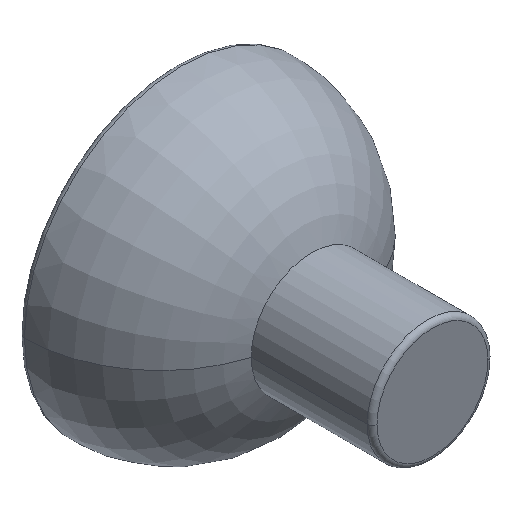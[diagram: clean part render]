
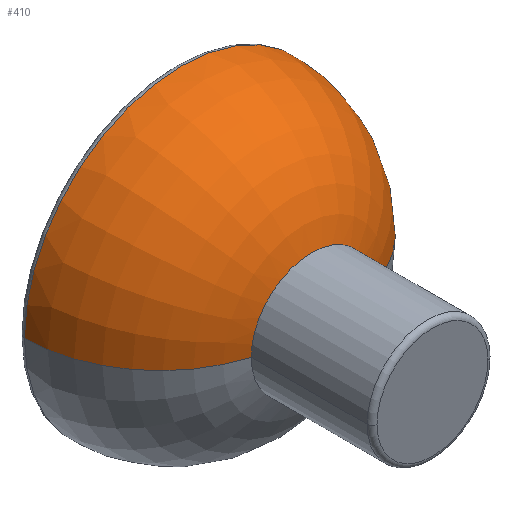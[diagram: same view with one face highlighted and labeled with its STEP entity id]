
A CAD part, isometric view. The second image highlights one B-rep face of the part: STEP entity #410.
In plain terms, the highlighted toroidal (fillet/blend) face has major radius 1.845 mm and minor radius 11.155 mm.
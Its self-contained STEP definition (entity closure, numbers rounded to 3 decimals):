
#43 = AXIS2_PLACEMENT_3D ( 'NONE', #972, #947, #1477 ) ;
#47 = DIRECTION ( 'NONE',  ( 0., 0., 1. ) ) ;
#166 = EDGE_CURVE ( 'NONE', #182, #2159, #1809, .T. ) ;
#182 = VERTEX_POINT ( 'NONE', #688 ) ;
#223 = DIRECTION ( 'NONE',  ( 1., 0., 0. ) ) ;
#225 = TOROIDAL_SURFACE ( 'NONE', #43, 1.845, 11.155 ) ;
#248 = DIRECTION ( 'NONE',  ( 0., 0., -1. ) ) ;
#322 = EDGE_CURVE ( 'NONE', #733, #1103, #1730, .T. ) ;
#410 = ADVANCED_FACE ( 'NONE', ( #2202 ), #225, .T. ) ;
#522 = DIRECTION ( 'NONE',  ( 1., 0., 0. ) ) ;
#575 = CARTESIAN_POINT ( 'NONE',  ( -1.845, 20.7, 0. ) ) ;
#583 = DIRECTION ( 'NONE',  ( -1., 0., 0. ) ) ;
#598 = ORIENTED_EDGE ( 'NONE', *, *, #166, .F. ) ;
#652 = AXIS2_PLACEMENT_3D ( 'NONE', #1641, #248, #583 ) ;
#688 = CARTESIAN_POINT ( 'NONE',  ( 5., 10., 0. ) ) ;
#731 = AXIS2_PLACEMENT_3D ( 'NONE', #2125, #2264, #522 ) ;
#733 = VERTEX_POINT ( 'NONE', #781 ) ;
#781 = CARTESIAN_POINT ( 'NONE',  ( 13., 20.759, 0. ) ) ;
#906 = DIRECTION ( 'NONE',  ( 1., 0., 0. ) ) ;
#947 = DIRECTION ( 'NONE',  ( 0., -1., 0. ) ) ;
#948 = CARTESIAN_POINT ( 'NONE',  ( -13., 20.759, 0. ) ) ;
#972 = CARTESIAN_POINT ( 'NONE',  ( 0., 20.7, 0. ) ) ;
#1031 = AXIS2_PLACEMENT_3D ( 'NONE', #1062, #1588, #223 ) ;
#1062 = CARTESIAN_POINT ( 'NONE',  ( 0., 20.759, 0. ) ) ;
#1103 = VERTEX_POINT ( 'NONE', #948 ) ;
#1178 = CIRCLE ( 'NONE', #1254, 11.155 ) ;
#1254 = AXIS2_PLACEMENT_3D ( 'NONE', #575, #47, #906 ) ;
#1364 = CARTESIAN_POINT ( 'NONE',  ( -5., 10., 0. ) ) ;
#1469 = EDGE_CURVE ( 'NONE', #733, #182, #2200, .T. ) ;
#1477 = DIRECTION ( 'NONE',  ( 1., 0., 0. ) ) ;
#1503 = ORIENTED_EDGE ( 'NONE', *, *, #1469, .F. ) ;
#1588 = DIRECTION ( 'NONE',  ( 0., -1., 0. ) ) ;
#1641 = CARTESIAN_POINT ( 'NONE',  ( 1.845, 20.7, 0. ) ) ;
#1728 = EDGE_CURVE ( 'NONE', #1103, #2159, #1178, .T. ) ;
#1730 = CIRCLE ( 'NONE', #1031, 13. ) ;
#1809 = CIRCLE ( 'NONE', #731, 5. ) ;
#2089 = EDGE_LOOP ( 'NONE', ( #2157, #2101, #598, #1503 ) ) ;
#2101 = ORIENTED_EDGE ( 'NONE', *, *, #1728, .T. ) ;
#2125 = CARTESIAN_POINT ( 'NONE',  ( 0., 10., 0. ) ) ;
#2157 = ORIENTED_EDGE ( 'NONE', *, *, #322, .T. ) ;
#2159 = VERTEX_POINT ( 'NONE', #1364 ) ;
#2200 = CIRCLE ( 'NONE', #652, 11.155 ) ;
#2202 = FACE_OUTER_BOUND ( 'NONE', #2089, .T. ) ;
#2264 = DIRECTION ( 'NONE',  ( 0., -1., 0. ) ) ;
